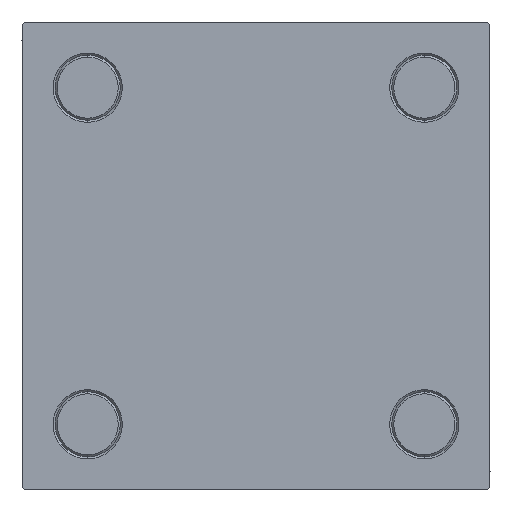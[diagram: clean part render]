
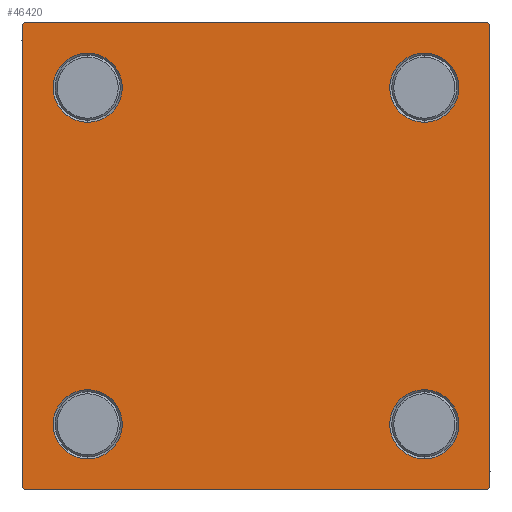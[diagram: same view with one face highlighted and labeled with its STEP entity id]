
A CAD part, left-side view. The second image highlights one B-rep face of the part: STEP entity #46420.
In plain terms, the highlighted planar face has unit normal (-1, 0, 0).
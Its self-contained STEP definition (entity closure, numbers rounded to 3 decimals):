
#1380 = CARTESIAN_POINT ( 'NONE',  ( 0., 57.5, -57.5 ) ) ;
#1522 = AXIS2_PLACEMENT_3D ( 'NONE', #28538, #46801, #13043 ) ;
#2033 = EDGE_CURVE ( 'NONE', #29048, #29716, #45467, .T. ) ;
#2188 = CARTESIAN_POINT ( 'NONE',  ( 0., 57.5, 57.5 ) ) ;
#2547 = ORIENTED_EDGE ( 'NONE', *, *, #22539, .T. ) ;
#2919 = DIRECTION ( 'NONE',  ( 0., 0., -1. ) ) ;
#3424 = CARTESIAN_POINT ( 'NONE',  ( 0., -57.25, 57.25 ) ) ;
#4559 = CARTESIAN_POINT ( 'NONE',  ( 0., 57.5, 57. ) ) ;
#4671 = CARTESIAN_POINT ( 'NONE',  ( 0., 57.5, -57. ) ) ;
#5678 = DIRECTION ( 'NONE',  ( 0., -1., 0. ) ) ;
#6137 = EDGE_CURVE ( 'NONE', #27561, #45500, #35524, .T. ) ;
#6849 = ORIENTED_EDGE ( 'NONE', *, *, #41925, .T. ) ;
#7572 = VERTEX_POINT ( 'NONE', #22972 ) ;
#8349 = VECTOR ( 'NONE', #12068, 1000. ) ;
#8503 = LINE ( 'NONE', #8759, #8349 ) ;
#8759 = CARTESIAN_POINT ( 'NONE',  ( 0., 57.25, -57.25 ) ) ;
#8853 = ORIENTED_EDGE ( 'NONE', *, *, #8880, .F. ) ;
#8880 = EDGE_CURVE ( 'NONE', #19855, #45500, #32934, .T. ) ;
#9333 = FACE_BOUND ( 'NONE', #42275, .T. ) ;
#10776 = ORIENTED_EDGE ( 'NONE', *, *, #6137, .T. ) ;
#11045 = VECTOR ( 'NONE', #40601, 1000. ) ;
#11318 = DIRECTION ( 'NONE',  ( 0., 0.707, -0.707 ) ) ;
#11917 = ORIENTED_EDGE ( 'NONE', *, *, #42028, .T. ) ;
#12068 = DIRECTION ( 'NONE',  ( 0., -0.707, -0.707 ) ) ;
#12243 = DIRECTION ( 'NONE',  ( 1., 0., 0. ) ) ;
#12415 = FACE_BOUND ( 'NONE', #39955, .T. ) ;
#12556 = CIRCLE ( 'NONE', #31200, 8.5 ) ;
#13043 = DIRECTION ( 'NONE',  ( 0., 0., 1. ) ) ;
#13570 = LINE ( 'NONE', #1380, #34874 ) ;
#14191 = CARTESIAN_POINT ( 'NONE',  ( 0., 41.35, -41.35 ) ) ;
#14212 = EDGE_CURVE ( 'NONE', #19055, #30673, #22797, .T. ) ;
#15754 = ORIENTED_EDGE ( 'NONE', *, *, #36268, .T. ) ;
#15850 = AXIS2_PLACEMENT_3D ( 'NONE', #36313, #20571, #16006 ) ;
#16006 = DIRECTION ( 'NONE',  ( 0., 0., 1. ) ) ;
#16102 = VERTEX_POINT ( 'NONE', #38647 ) ;
#16224 = FACE_BOUND ( 'NONE', #39483, .T. ) ;
#16436 = EDGE_CURVE ( 'NONE', #24510, #48755, #19799, .T. ) ;
#17122 = AXIS2_PLACEMENT_3D ( 'NONE', #26760, #42496, #34881 ) ;
#17385 = AXIS2_PLACEMENT_3D ( 'NONE', #29055, #40733, #48826 ) ;
#17522 = EDGE_CURVE ( 'NONE', #7572, #16102, #12556, .T. ) ;
#17667 = VECTOR ( 'NONE', #49380, 1000. ) ;
#17878 = CARTESIAN_POINT ( 'NONE',  ( 0., 57., 57.5 ) ) ;
#18465 = EDGE_CURVE ( 'NONE', #48755, #24510, #45033, .T. ) ;
#18478 = EDGE_CURVE ( 'NONE', #41452, #36036, #39352, .T. ) ;
#18560 = EDGE_CURVE ( 'NONE', #16102, #7572, #23134, .T. ) ;
#18685 = DIRECTION ( 'NONE',  ( 0., 0.707, 0.707 ) ) ;
#19055 = VERTEX_POINT ( 'NONE', #38727 ) ;
#19065 = AXIS2_PLACEMENT_3D ( 'NONE', #20060, #47219, #32237 ) ;
#19799 = CIRCLE ( 'NONE', #17385, 8.5 ) ;
#19855 = VERTEX_POINT ( 'NONE', #48952 ) ;
#20060 = CARTESIAN_POINT ( 'NONE',  ( 0., 41.35, 41.35 ) ) ;
#20290 = PLANE ( 'NONE',  #21949 ) ;
#20571 = DIRECTION ( 'NONE',  ( 1., 0., 0. ) ) ;
#21113 = EDGE_CURVE ( 'NONE', #19855, #29716, #34933, .T. ) ;
#21264 = CARTESIAN_POINT ( 'NONE',  ( 0., -57.5, 57.5 ) ) ;
#21802 = ORIENTED_EDGE ( 'NONE', *, *, #31528, .T. ) ;
#21949 = AXIS2_PLACEMENT_3D ( 'NONE', #47188, #24348, #47932 ) ;
#22315 = DIRECTION ( 'NONE',  ( 1., 0., 0. ) ) ;
#22539 = EDGE_CURVE ( 'NONE', #24511, #28855, #29855, .T. ) ;
#22797 = CIRCLE ( 'NONE', #35796, 8.5 ) ;
#22972 = CARTESIAN_POINT ( 'NONE',  ( 0., 41.35, -49.85 ) ) ;
#23134 = CIRCLE ( 'NONE', #29629, 8.5 ) ;
#23420 = CIRCLE ( 'NONE', #1522, 8.5 ) ;
#23606 = CIRCLE ( 'NONE', #17122, 8.5 ) ;
#23845 = CARTESIAN_POINT ( 'NONE',  ( 0., -57.25, -57.25 ) ) ;
#24348 = DIRECTION ( 'NONE',  ( -1., 0., 0. ) ) ;
#24510 = VERTEX_POINT ( 'NONE', #42423 ) ;
#24511 = VERTEX_POINT ( 'NONE', #4559 ) ;
#24842 = FACE_OUTER_BOUND ( 'NONE', #37582, .T. ) ;
#24945 = ORIENTED_EDGE ( 'NONE', *, *, #33992, .T. ) ;
#25773 = DIRECTION ( 'NONE',  ( 0., 0., 1. ) ) ;
#26192 = CARTESIAN_POINT ( 'NONE',  ( 0., 57.5, 57.5 ) ) ;
#26760 = CARTESIAN_POINT ( 'NONE',  ( 0., -41.35, 41.35 ) ) ;
#27561 = VERTEX_POINT ( 'NONE', #34130 ) ;
#27780 = CARTESIAN_POINT ( 'NONE',  ( 0., -41.35, -32.85 ) ) ;
#28207 = ORIENTED_EDGE ( 'NONE', *, *, #2033, .F. ) ;
#28494 = DIRECTION ( 'NONE',  ( 0., 0., 1. ) ) ;
#28538 = CARTESIAN_POINT ( 'NONE',  ( 0., -41.35, -41.35 ) ) ;
#28855 = VERTEX_POINT ( 'NONE', #4671 ) ;
#29048 = VERTEX_POINT ( 'NONE', #17878 ) ;
#29055 = CARTESIAN_POINT ( 'NONE',  ( 0., 41.35, 41.35 ) ) ;
#29629 = AXIS2_PLACEMENT_3D ( 'NONE', #14191, #22315, #32744 ) ;
#29716 = VERTEX_POINT ( 'NONE', #42349 ) ;
#29855 = LINE ( 'NONE', #2188, #42743 ) ;
#30096 = CARTESIAN_POINT ( 'NONE',  ( 0., -57.5, -57. ) ) ;
#30633 = VERTEX_POINT ( 'NONE', #42253 ) ;
#30673 = VERTEX_POINT ( 'NONE', #27780 ) ;
#31200 = AXIS2_PLACEMENT_3D ( 'NONE', #47021, #12243, #28494 ) ;
#31482 = ORIENTED_EDGE ( 'NONE', *, *, #17522, .T. ) ;
#31528 = EDGE_CURVE ( 'NONE', #30673, #19055, #23420, .T. ) ;
#31738 = ORIENTED_EDGE ( 'NONE', *, *, #16436, .T. ) ;
#32237 = DIRECTION ( 'NONE',  ( 0., 0., 1. ) ) ;
#32462 = FACE_BOUND ( 'NONE', #32907, .T. ) ;
#32744 = DIRECTION ( 'NONE',  ( 0., 0., 1. ) ) ;
#32907 = EDGE_LOOP ( 'NONE', ( #15754, #44119 ) ) ;
#32934 = LINE ( 'NONE', #21264, #17667 ) ;
#33825 = VECTOR ( 'NONE', #35782, 1000. ) ;
#33992 = EDGE_CURVE ( 'NONE', #30633, #27561, #13570, .T. ) ;
#34130 = CARTESIAN_POINT ( 'NONE',  ( 0., -57., -57.5 ) ) ;
#34536 = VECTOR ( 'NONE', #18685, 1000. ) ;
#34679 = CARTESIAN_POINT ( 'NONE',  ( 0., -41.35, 49.85 ) ) ;
#34874 = VECTOR ( 'NONE', #5678, 1000. ) ;
#34881 = DIRECTION ( 'NONE',  ( 0., 0., 1. ) ) ;
#34933 = LINE ( 'NONE', #3424, #34536 ) ;
#35097 = VECTOR ( 'NONE', #11318, 1000. ) ;
#35193 = LINE ( 'NONE', #46090, #35097 ) ;
#35524 = LINE ( 'NONE', #23845, #33825 ) ;
#35782 = DIRECTION ( 'NONE',  ( 0., -0.707, 0.707 ) ) ;
#35796 = AXIS2_PLACEMENT_3D ( 'NONE', #44809, #49819, #25773 ) ;
#36036 = VERTEX_POINT ( 'NONE', #34679 ) ;
#36268 = EDGE_CURVE ( 'NONE', #36036, #41452, #23606, .T. ) ;
#36313 = CARTESIAN_POINT ( 'NONE',  ( 0., -41.35, 41.35 ) ) ;
#37582 = EDGE_LOOP ( 'NONE', ( #2547, #11917, #24945, #10776, #8853, #48718, #28207, #6849 ) ) ;
#38598 = ORIENTED_EDGE ( 'NONE', *, *, #18465, .T. ) ;
#38647 = CARTESIAN_POINT ( 'NONE',  ( 0., 41.35, -32.85 ) ) ;
#38727 = CARTESIAN_POINT ( 'NONE',  ( 0., -41.35, -49.85 ) ) ;
#38870 = CARTESIAN_POINT ( 'NONE',  ( 0., -41.35, 32.85 ) ) ;
#39352 = CIRCLE ( 'NONE', #15850, 8.5 ) ;
#39483 = EDGE_LOOP ( 'NONE', ( #41262, #31482 ) ) ;
#39955 = EDGE_LOOP ( 'NONE', ( #21802, #43392 ) ) ;
#40601 = DIRECTION ( 'NONE',  ( 0., -1., 0. ) ) ;
#40733 = DIRECTION ( 'NONE',  ( 1., 0., 0. ) ) ;
#41031 = CARTESIAN_POINT ( 'NONE',  ( 0., 41.35, 32.85 ) ) ;
#41262 = ORIENTED_EDGE ( 'NONE', *, *, #18560, .T. ) ;
#41452 = VERTEX_POINT ( 'NONE', #38870 ) ;
#41925 = EDGE_CURVE ( 'NONE', #29048, #24511, #35193, .T. ) ;
#42028 = EDGE_CURVE ( 'NONE', #28855, #30633, #8503, .T. ) ;
#42253 = CARTESIAN_POINT ( 'NONE',  ( 0., 57., -57.5 ) ) ;
#42275 = EDGE_LOOP ( 'NONE', ( #31738, #38598 ) ) ;
#42349 = CARTESIAN_POINT ( 'NONE',  ( 0., -57., 57.5 ) ) ;
#42423 = CARTESIAN_POINT ( 'NONE',  ( 0., 41.35, 49.85 ) ) ;
#42496 = DIRECTION ( 'NONE',  ( 1., 0., 0. ) ) ;
#42743 = VECTOR ( 'NONE', #2919, 1000. ) ;
#43392 = ORIENTED_EDGE ( 'NONE', *, *, #14212, .T. ) ;
#44119 = ORIENTED_EDGE ( 'NONE', *, *, #18478, .T. ) ;
#44809 = CARTESIAN_POINT ( 'NONE',  ( 0., -41.35, -41.35 ) ) ;
#45033 = CIRCLE ( 'NONE', #19065, 8.5 ) ;
#45467 = LINE ( 'NONE', #26192, #11045 ) ;
#45500 = VERTEX_POINT ( 'NONE', #30096 ) ;
#46090 = CARTESIAN_POINT ( 'NONE',  ( 0., 57.25, 57.25 ) ) ;
#46420 = ADVANCED_FACE ( 'NONE', ( #32462, #12415, #16224, #9333, #24842 ), #20290, .T. ) ;
#46801 = DIRECTION ( 'NONE',  ( 1., 0., 0. ) ) ;
#47021 = CARTESIAN_POINT ( 'NONE',  ( 0., 41.35, -41.35 ) ) ;
#47188 = CARTESIAN_POINT ( 'NONE',  ( 0., 0., 0. ) ) ;
#47219 = DIRECTION ( 'NONE',  ( 1., 0., 0. ) ) ;
#47932 = DIRECTION ( 'NONE',  ( 0., 0., 1. ) ) ;
#48718 = ORIENTED_EDGE ( 'NONE', *, *, #21113, .T. ) ;
#48755 = VERTEX_POINT ( 'NONE', #41031 ) ;
#48826 = DIRECTION ( 'NONE',  ( 0., 0., 1. ) ) ;
#48952 = CARTESIAN_POINT ( 'NONE',  ( 0., -57.5, 57. ) ) ;
#49380 = DIRECTION ( 'NONE',  ( 0., 0., -1. ) ) ;
#49819 = DIRECTION ( 'NONE',  ( 1., 0., 0. ) ) ;
